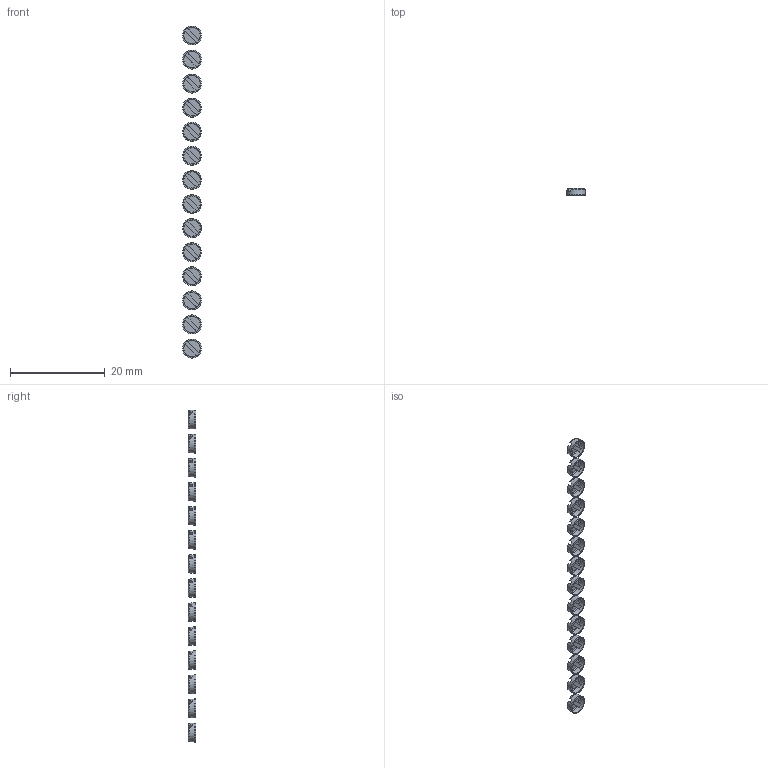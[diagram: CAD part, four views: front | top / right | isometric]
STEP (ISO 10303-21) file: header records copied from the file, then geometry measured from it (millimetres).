
FILE_DESCRIPTION(/* description */ (''),/* implementation_level */ '2;1');
FILE_NAME(/* name */ '\12331.7_PK_TS_14_5,08_TS32_35.stp',/* time_stamp */ '2016-03-29T14:19:25+02:00',/* author */ ('hwolters'),/* organization */ (''),/* preprocessor_version */ 'ST-DEVELOPER v16.1',/* originating_system */ 'Autodesk Inventor 2016',/* authorisation */ '');
FILE_SCHEMA (('AUTOMOTIVE_DESIGN { 1 0 10303 214 3 1 1 }'));
Length unit declared in the file: millimetre
Products named in the file (1): 12331.7_PK_TS_14_5,08_TS32_35
Bounding box: 4 x 1.5 x 70.04 mm (x, y, z)
Volume: 1.5 mm3; surface area: 926.4 mm2
Topology: 14 solids, 27 shells, 154 faces, 350 edges, 224 vertices
Faces by surface type: plane 84, torus 42, cylinder 14, cone 14
Full cylindrical faces by diameter (mm): 4 x14
Entity records: 41961 total; most frequent: CARTESIAN_POINT 8064, ORIENTED_EDGE 7050, DIRECTION 6996, EDGE_CURVE 3511, LINE 2486, VECTOR 2486, VERTEX_POINT 2259, AXIS2_PLACEMENT_3D 2255
